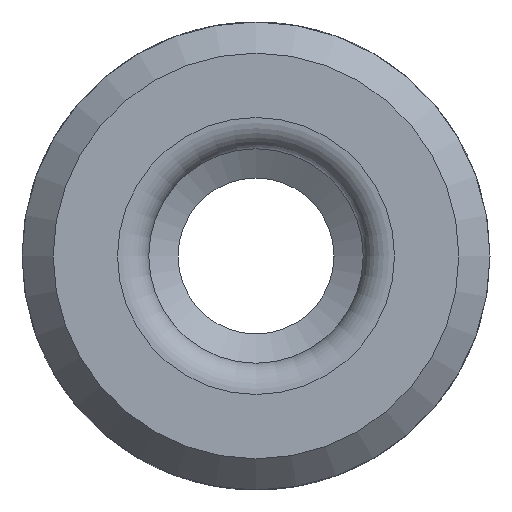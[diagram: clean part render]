
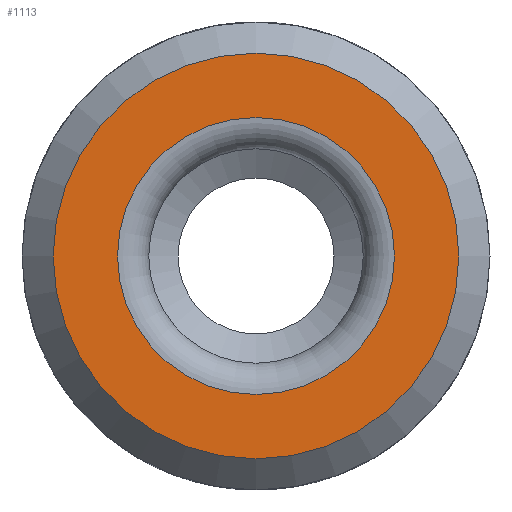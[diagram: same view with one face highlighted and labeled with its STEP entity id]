
A CAD part, left-side view. The second image highlights one B-rep face of the part: STEP entity #1113.
In plain terms, the highlighted planar face has unit normal (-1, 0, 0).
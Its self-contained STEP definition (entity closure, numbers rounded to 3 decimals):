
#109=FACE_BOUND('',#375,.T.);
#118=PLANE('',#1256);
#308=FACE_OUTER_BOUND('',#374,.T.);
#374=EDGE_LOOP('',(#791));
#375=EDGE_LOOP('',(#792));
#447=CIRCLE('',#1250,3.55);
#452=CIRCLE('',#1257,5.2);
#514=VERTEX_POINT('',#1767);
#518=VERTEX_POINT('',#1779);
#619=EDGE_CURVE('',#514,#514,#447,.T.);
#625=EDGE_CURVE('',#518,#518,#452,.T.);
#791=ORIENTED_EDGE('',*,*,#625,.F.);
#792=ORIENTED_EDGE('',*,*,#619,.F.);
#1113=ADVANCED_FACE('',(#308,#109),#118,.T.);
#1250=AXIS2_PLACEMENT_3D('',#1768,#1401,#1402);
#1256=AXIS2_PLACEMENT_3D('',#1778,#1414,#1415);
#1257=AXIS2_PLACEMENT_3D('',#1780,#1416,#1417);
#1401=DIRECTION('center_axis',(-1.,0.,0.));
#1402=DIRECTION('ref_axis',(0.,0.,
-1.));
#1414=DIRECTION('center_axis',(-1.,0.,0.));
#1415=DIRECTION('ref_axis',(0.,0.,1.));
#1416=DIRECTION('center_axis',(1.,0.,0.));
#1417=DIRECTION('ref_axis',(0.,-1.,0.));
#1767=CARTESIAN_POINT('',(0.,0.,3.55));
#1768=CARTESIAN_POINT('Origin',(0.,0.,
0.));
#1778=CARTESIAN_POINT('Origin',(0.,6.,0.));
#1779=CARTESIAN_POINT('',(0.,5.2,0.));
#1780=CARTESIAN_POINT('Origin',(0.,0.,
0.));
